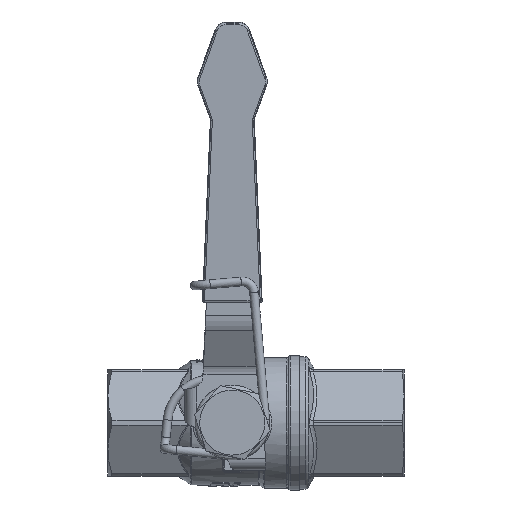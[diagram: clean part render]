
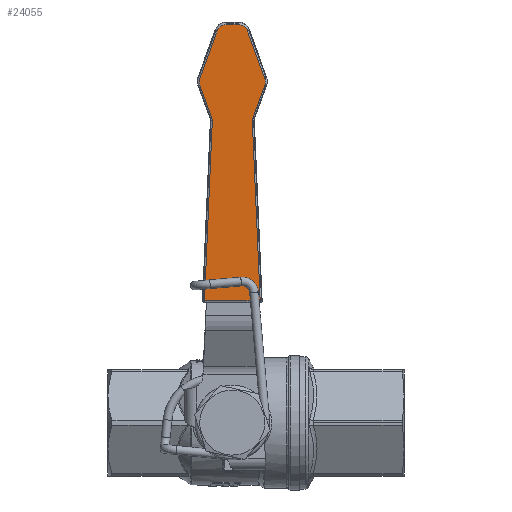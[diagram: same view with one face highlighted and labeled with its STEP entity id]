
A CAD part, top view. The second image highlights one B-rep face of the part: STEP entity #24055.
In plain terms, the highlighted planar face has unit normal (0, -0.035, 0.999).
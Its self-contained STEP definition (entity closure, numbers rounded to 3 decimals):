
#4911=CARTESIAN_POINT('',(7.051,30.879,37.612));
#4912=VERTEX_POINT('',#4911);
#4920=CARTESIAN_POINT('',(-7.051,30.879,37.612));
#4921=VERTEX_POINT('',#4920);
#4922=CARTESIAN_POINT('',(7.051,30.879,37.612));
#4923=DIRECTION('',(-1.,0.,-0.));
#4924=VECTOR('',#4923,14.102);
#4925=LINE('',#4922,#4924);
#4926=EDGE_CURVE('',#4912,#4921,#4925,.T.);
#23905=CARTESIAN_POINT('',(-0.628,37.7,37.85));
#23906=DIRECTION('',(-0.,-0.035,0.999));
#23907=DIRECTION('',(1.,-0.,0.));
#23908=AXIS2_PLACEMENT_3D('',#23905,#23906,#23907);
#23909=PLANE('',#23908);
#23910=CARTESIAN_POINT('',(-5.059,76.476,39.204));
#23911=VERTEX_POINT('',#23910);
#23912=CARTESIAN_POINT('',(-7.051,30.879,37.612));
#23913=CARTESIAN_POINT('',(-5.059,76.476,39.204));
#23914=B_SPLINE_CURVE_WITH_KNOTS('',1,(#23912,#23913),.UNSPECIFIED.,.F.,.F.,(2,2),(0.,45.668),.UNSPECIFIED.);
#23915=EDGE_CURVE('',#4921,#23911,#23914,.T.);
#23916=ORIENTED_EDGE('',*,*,#23915,.F.);
#23917=ORIENTED_EDGE('',*,*,#4926,.F.);
#23918=CARTESIAN_POINT('',(5.059,76.476,39.204));
#23919=VERTEX_POINT('',#23918);
#23920=CARTESIAN_POINT('',(5.059,76.476,39.204));
#23921=CARTESIAN_POINT('',(7.051,30.879,37.612));
#23922=B_SPLINE_CURVE_WITH_KNOTS('',1,(#23920,#23921),.UNSPECIFIED.,.F.,.F.,(2,2),(0.,45.668),.UNSPECIFIED.);
#23923=EDGE_CURVE('',#23919,#4912,#23922,.T.);
#23924=ORIENTED_EDGE('',*,*,#23923,.F.);
#23925=CARTESIAN_POINT('',(5.148,77.054,39.225));
#23926=VERTEX_POINT('',#23925);
#23927=CARTESIAN_POINT('',(6.558,76.541,39.207));
#23928=DIRECTION('',(-0.,-0.035,0.999));
#23929=DIRECTION('',(0.,0.999,0.035));
#23930=AXIS2_PLACEMENT_3D('',#23927,#23928,#23929);
#23931=CIRCLE('',#23930,1.5);
#23932=EDGE_CURVE('',#23926,#23919,#23931,.T.);
#23933=ORIENTED_EDGE('',*,*,#23932,.F.);
#23934=CARTESIAN_POINT('',(8.221,85.491,39.519));
#23935=VERTEX_POINT('',#23934);
#23936=CARTESIAN_POINT('',(8.221,85.491,39.519));
#23937=CARTESIAN_POINT('',(5.148,77.054,39.225));
#23938=B_SPLINE_CURVE_WITH_KNOTS('',1,(#23936,#23937),.UNSPECIFIED.,.F.,.F.,(2,2),(0.,8.984),.UNSPECIFIED.);
#23939=EDGE_CURVE('',#23935,#23926,#23938,.T.);
#23940=ORIENTED_EDGE('',*,*,#23939,.F.);
#23941=CARTESIAN_POINT('',(8.221,87.2,39.579));
#23942=VERTEX_POINT('',#23941);
#23943=CARTESIAN_POINT('',(8.221,87.2,39.579));
#23944=CARTESIAN_POINT('',(8.271,87.063,39.574));
#23945=CARTESIAN_POINT('',(8.308,86.922,39.569));
#23946=CARTESIAN_POINT('',(8.334,86.779,39.564));
#23947=CARTESIAN_POINT('',(8.359,86.636,39.559));
#23948=CARTESIAN_POINT('',(8.372,86.491,39.554));
#23949=CARTESIAN_POINT('',(8.372,86.345,39.549));
#23950=CARTESIAN_POINT('',(8.372,86.2,39.544));
#23951=CARTESIAN_POINT('',(8.359,86.054,39.539));
#23952=CARTESIAN_POINT('',(8.334,85.911,39.534));
#23953=CARTESIAN_POINT('',(8.308,85.768,39.529));
#23954=CARTESIAN_POINT('',(8.271,85.627,39.524));
#23955=CARTESIAN_POINT('',(8.221,85.491,39.519));
#23956=B_SPLINE_CURVE_WITH_KNOTS('',3,(#23943,#23944,#23945,#23946,#23947,#23948,#23949,#23950,#23951,#23952,#23953,#23954,#23955),.UNSPECIFIED.,.F.,.F.,(4,3,3,3,4),(340.,350.,360.,370.,380.),.UNSPECIFIED.);
#23957=EDGE_CURVE('',#23942,#23935,#23956,.T.);
#23958=ORIENTED_EDGE('',*,*,#23957,.F.);
#23959=CARTESIAN_POINT('',(3.853,99.192,39.998));
#23960=VERTEX_POINT('',#23959);
#23961=CARTESIAN_POINT('',(3.853,99.192,39.998));
#23962=CARTESIAN_POINT('',(8.221,87.2,39.579));
#23963=B_SPLINE_CURVE_WITH_KNOTS('',1,(#23961,#23962),.UNSPECIFIED.,.F.,.F.,(2,2),(0.,12.77),.UNSPECIFIED.);
#23964=EDGE_CURVE('',#23960,#23942,#23963,.T.);
#23965=ORIENTED_EDGE('',*,*,#23964,.F.);
#23966=CARTESIAN_POINT('',(1.504,100.836,40.055));
#23967=VERTEX_POINT('',#23966);
#23968=CARTESIAN_POINT('',(1.504,100.836,40.055));
#23969=CARTESIAN_POINT('',(1.631,100.836,40.055));
#23970=CARTESIAN_POINT('',(1.759,100.827,40.055));
#23971=CARTESIAN_POINT('',(1.884,100.807,40.054));
#23972=CARTESIAN_POINT('',(2.01,100.788,40.053));
#23973=CARTESIAN_POINT('',(2.134,100.759,40.052));
#23974=CARTESIAN_POINT('',(2.256,100.721,40.051));
#23975=CARTESIAN_POINT('',(2.377,100.682,40.05));
#23976=CARTESIAN_POINT('',(2.496,100.635,40.048));
#23977=CARTESIAN_POINT('',(2.61,100.579,40.046));
#23978=CARTESIAN_POINT('',(2.724,100.522,40.044));
#23979=CARTESIAN_POINT('',(2.834,100.457,40.042));
#23980=CARTESIAN_POINT('',(2.938,100.385,40.039));
#23981=CARTESIAN_POINT('',(3.042,100.312,40.037));
#23982=CARTESIAN_POINT('',(3.141,100.231,40.034));
#23983=CARTESIAN_POINT('',(3.233,100.143,40.031));
#23984=CARTESIAN_POINT('',(3.325,100.055,40.028));
#23985=CARTESIAN_POINT('',(3.41,99.96,40.025));
#23986=CARTESIAN_POINT('',(3.487,99.859,40.021));
#23987=CARTESIAN_POINT('',(3.565,99.758,40.017));
#23988=CARTESIAN_POINT('',(3.635,99.651,40.014));
#23989=CARTESIAN_POINT('',(3.696,99.54,40.01));
#23990=CARTESIAN_POINT('',(3.757,99.428,40.006));
#23991=CARTESIAN_POINT('',(3.81,99.312,40.002));
#23992=CARTESIAN_POINT('',(3.853,99.192,39.998));
#23993=B_SPLINE_CURVE_WITH_KNOTS('',3,(#23968,#23969,#23970,#23971,#23972,#23973,#23974,#23975,#23976,#23977,#23978,#23979,#23980,#23981,#23982,#23983,#23984,#23985,#23986,#23987,#23988,#23989,#23990,#23991,#23992),.UNSPECIFIED.,.F.,.F.,(4,3,3,3,3,3,3,3,4),(325.,333.75,342.5,351.25,360.,368.75,377.5,386.25,395.),.UNSPECIFIED.);
#23994=EDGE_CURVE('',#23967,#23960,#23993,.T.);
#23995=ORIENTED_EDGE('',*,*,#23994,.F.);
#23996=CARTESIAN_POINT('',(-1.504,100.836,40.055));
#23997=VERTEX_POINT('',#23996);
#23998=CARTESIAN_POINT('',(-1.504,100.836,40.055));
#23999=DIRECTION('',(1.,-0.,0.));
#24000=VECTOR('',#23999,3.008);
#24001=LINE('',#23998,#24000);
#24002=EDGE_CURVE('',#23997,#23967,#24001,.T.);
#24003=ORIENTED_EDGE('',*,*,#24002,.F.);
#24004=CARTESIAN_POINT('',(-3.853,99.192,39.998));
#24005=VERTEX_POINT('',#24004);
#24006=CARTESIAN_POINT('',(-1.504,98.338,39.968));
#24007=DIRECTION('',(0.,0.035,-0.999));
#24008=DIRECTION('',(-0.,-0.999,-0.035));
#24009=AXIS2_PLACEMENT_3D('',#24006,#24007,#24008);
#24010=CIRCLE('',#24009,2.5);
#24011=EDGE_CURVE('',#24005,#23997,#24010,.T.);
#24012=ORIENTED_EDGE('',*,*,#24011,.F.);
#24013=CARTESIAN_POINT('',(-8.221,87.2,39.579));
#24014=VERTEX_POINT('',#24013);
#24015=CARTESIAN_POINT('',(-8.221,87.2,39.579));
#24016=DIRECTION('',(0.342,0.939,0.033));
#24017=VECTOR('',#24016,12.77);
#24018=LINE('',#24015,#24017);
#24019=EDGE_CURVE('',#24014,#24005,#24018,.T.);
#24020=ORIENTED_EDGE('',*,*,#24019,.F.);
#24021=CARTESIAN_POINT('',(-8.221,85.491,39.519));
#24022=VERTEX_POINT('',#24021);
#24023=CARTESIAN_POINT('',(-8.221,85.491,39.519));
#24024=CARTESIAN_POINT('',(-8.271,85.627,39.524));
#24025=CARTESIAN_POINT('',(-8.308,85.768,39.529));
#24026=CARTESIAN_POINT('',(-8.334,85.911,39.534));
#24027=CARTESIAN_POINT('',(-8.359,86.054,39.539));
#24028=CARTESIAN_POINT('',(-8.372,86.2,39.544));
#24029=CARTESIAN_POINT('',(-8.372,86.345,39.549));
#24030=CARTESIAN_POINT('',(-8.372,86.491,39.554));
#24031=CARTESIAN_POINT('',(-8.359,86.636,39.559));
#24032=CARTESIAN_POINT('',(-8.334,86.779,39.564));
#24033=CARTESIAN_POINT('',(-8.308,86.922,39.569));
#24034=CARTESIAN_POINT('',(-8.271,87.063,39.574));
#24035=CARTESIAN_POINT('',(-8.221,87.2,39.579));
#24036=B_SPLINE_CURVE_WITH_KNOTS('',3,(#24023,#24024,#24025,#24026,#24027,#24028,#24029,#24030,#24031,#24032,#24033,#24034,#24035),.UNSPECIFIED.,.F.,.F.,(4,3,3,3,4),(340.,350.,360.,370.,380.),.UNSPECIFIED.);
#24037=EDGE_CURVE('',#24022,#24014,#24036,.T.);
#24038=ORIENTED_EDGE('',*,*,#24037,.F.);
#24039=CARTESIAN_POINT('',(-5.148,77.054,39.225));
#24040=VERTEX_POINT('',#24039);
#24041=CARTESIAN_POINT('',(-5.148,77.054,39.225));
#24042=CARTESIAN_POINT('',(-8.221,85.491,39.519));
#24043=B_SPLINE_CURVE_WITH_KNOTS('',1,(#24041,#24042),.UNSPECIFIED.,.F.,.F.,(2,2),(0.,8.984),.UNSPECIFIED.);
#24044=EDGE_CURVE('',#24040,#24022,#24043,.T.);
#24045=ORIENTED_EDGE('',*,*,#24044,.F.);
#24046=CARTESIAN_POINT('',(-6.558,76.541,39.207));
#24047=DIRECTION('',(-0.,-0.035,0.999));
#24048=DIRECTION('',(0.,0.999,0.035));
#24049=AXIS2_PLACEMENT_3D('',#24046,#24047,#24048);
#24050=CIRCLE('',#24049,1.5);
#24051=EDGE_CURVE('',#23911,#24040,#24050,.T.);
#24052=ORIENTED_EDGE('',*,*,#24051,.F.);
#24053=EDGE_LOOP('',(#23916,#23917,#23924,#23933,#23940,#23958,#23965,#23995,#24003,#24012,#24020,#24038,#24045,#24052));
#24054=FACE_BOUND('',#24053,.T.);
#24055=ADVANCED_FACE('',(#24054),#23909,.T.);
